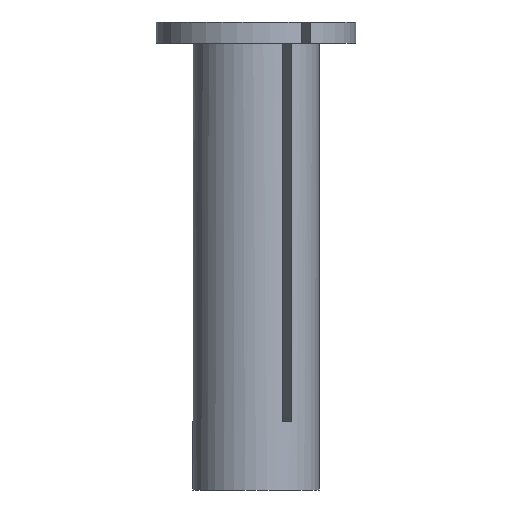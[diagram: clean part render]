
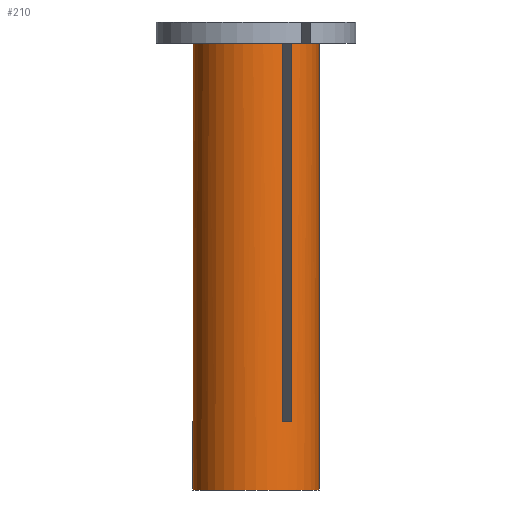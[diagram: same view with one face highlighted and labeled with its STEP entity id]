
A CAD part, front view. The second image highlights one B-rep face of the part: STEP entity #210.
In plain terms, the highlighted cylindrical face has radius 6 mm (diameter 12 mm), a partial arc.
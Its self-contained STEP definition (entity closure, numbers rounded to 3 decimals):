
#24 = CARTESIAN_POINT ( 'NONE',  ( 6., 0., 42.5 ) ) ;
#35 = AXIS2_PLACEMENT_3D ( 'NONE', #865, #779, #49 ) ;
#42 = ORIENTED_EDGE ( 'NONE', *, *, #84, .T. ) ;
#43 = DIRECTION ( 'NONE',  ( -1., 0., 0. ) ) ;
#49 = DIRECTION ( 'NONE',  ( -1., 0., 0. ) ) ;
#66 = DIRECTION ( 'NONE',  ( 0., 0., -1. ) ) ;
#68 = VECTOR ( 'NONE', #257, 1000. ) ;
#79 = DIRECTION ( 'NONE',  ( 0., 0., 1. ) ) ;
#84 = EDGE_CURVE ( 'NONE', #468, #136, #965, .T. ) ;
#101 = CARTESIAN_POINT ( 'NONE',  ( 2.557, -5.428, -14.163 ) ) ;
#107 = DIRECTION ( 'NONE',  ( 0., 0., -1. ) ) ;
#113 = CIRCLE ( 'NONE', #635, 6. ) ;
#133 = CARTESIAN_POINT ( 'NONE',  ( 3.423, -4.928, 42.5 ) ) ;
#134 = AXIS2_PLACEMENT_3D ( 'NONE', #1043, #66, #226 ) ;
#136 = VERTEX_POINT ( 'NONE', #956 ) ;
#178 = DIRECTION ( 'NONE',  ( 0., 0., -1. ) ) ;
#181 = CARTESIAN_POINT ( 'NONE',  ( -5.979, -0.5, -14.163 ) ) ;
#204 = AXIS2_PLACEMENT_3D ( 'NONE', #897, #178, #902 ) ;
#210 = ADVANCED_FACE ( 'NONE', ( #376 ), #718, .T. ) ;
#211 = CARTESIAN_POINT ( 'NONE',  ( 2.557, -5.428, 42.5 ) ) ;
#218 = ORIENTED_EDGE ( 'NONE', *, *, #645, .T. ) ;
#226 = DIRECTION ( 'NONE',  ( -1., 0., 0. ) ) ;
#248 = DIRECTION ( 'NONE',  ( 0., 0., -1. ) ) ;
#257 = DIRECTION ( 'NONE',  ( 0., 0., -1. ) ) ;
#258 = CARTESIAN_POINT ( 'NONE',  ( -6., 0., 6.5 ) ) ;
#261 = CARTESIAN_POINT ( 'NONE',  ( -6., 0., -14.163 ) ) ;
#263 = EDGE_CURVE ( 'NONE', #468, #814, #539, .T. ) ;
#275 = VERTEX_POINT ( 'NONE', #258 ) ;
#296 = VECTOR ( 'NONE', #863, 1000. ) ;
#329 = LINE ( 'NONE', #261, #68 ) ;
#336 = CARTESIAN_POINT ( 'NONE',  ( 0., 0., -14.163 ) ) ;
#342 = VERTEX_POINT ( 'NONE', #24 ) ;
#371 = LINE ( 'NONE', #789, #296 ) ;
#376 = FACE_OUTER_BOUND ( 'NONE', #732, .T. ) ;
#378 = ORIENTED_EDGE ( 'NONE', *, *, #810, .F. ) ;
#385 = LINE ( 'NONE', #181, #950 ) ;
#391 = CIRCLE ( 'NONE', #890, 6. ) ;
#407 = VERTEX_POINT ( 'NONE', #836 ) ;
#410 = VERTEX_POINT ( 'NONE', #506 ) ;
#468 = VERTEX_POINT ( 'NONE', #211 ) ;
#471 = EDGE_CURVE ( 'NONE', #407, #986, #813, .T. ) ;
#483 = DIRECTION ( 'NONE',  ( -1., 0., 0. ) ) ;
#486 = DIRECTION ( 'NONE',  ( 0., 0., 1. ) ) ;
#500 = ORIENTED_EDGE ( 'NONE', *, *, #680, .F. ) ;
#506 = CARTESIAN_POINT ( 'NONE',  ( -5.979, -0.5, 6.5 ) ) ;
#517 = DIRECTION ( 'NONE',  ( 0., 0., 1. ) ) ;
#524 = ORIENTED_EDGE ( 'NONE', *, *, #704, .T. ) ;
#530 = CARTESIAN_POINT ( 'NONE',  ( -6., 0., 0. ) ) ;
#539 = LINE ( 'NONE', #101, #728 ) ;
#599 = DIRECTION ( 'NONE',  ( 0., 0., -1. ) ) ;
#613 = LINE ( 'NONE', #1009, #675 ) ;
#635 = AXIS2_PLACEMENT_3D ( 'NONE', #727, #79, #483 ) ;
#645 = EDGE_CURVE ( 'NONE', #275, #986, #329, .T. ) ;
#651 = ORIENTED_EDGE ( 'NONE', *, *, #799, .F. ) ;
#675 = VECTOR ( 'NONE', #599, 1000. ) ;
#680 = EDGE_CURVE ( 'NONE', #410, #136, #385, .T. ) ;
#695 = ORIENTED_EDGE ( 'NONE', *, *, #471, .F. ) ;
#701 = CIRCLE ( 'NONE', #204, 6. ) ;
#704 = EDGE_CURVE ( 'NONE', #342, #926, #701, .T. ) ;
#718 = CYLINDRICAL_SURFACE ( 'NONE', #968, 6. ) ;
#727 = CARTESIAN_POINT ( 'NONE',  ( 0., 0., 6.5 ) ) ;
#728 = VECTOR ( 'NONE', #107, 1000. ) ;
#732 = EDGE_LOOP ( 'NONE', ( #651, #524, #929, #378, #1045, #42, #500, #872, #218, #695 ) ) ;
#779 = DIRECTION ( 'NONE',  ( 0., 0., -1. ) ) ;
#789 = CARTESIAN_POINT ( 'NONE',  ( 3.423, -4.928, -14.163 ) ) ;
#799 = EDGE_CURVE ( 'NONE', #342, #407, #613, .T. ) ;
#810 = EDGE_CURVE ( 'NONE', #814, #881, #391, .T. ) ;
#813 = CIRCLE ( 'NONE', #35, 6. ) ;
#814 = VERTEX_POINT ( 'NONE', #841 ) ;
#827 = DIRECTION ( 'NONE',  ( -1., 0., 0. ) ) ;
#836 = CARTESIAN_POINT ( 'NONE',  ( 6., 0., 0. ) ) ;
#841 = CARTESIAN_POINT ( 'NONE',  ( 2.557, -5.428, 6.5 ) ) ;
#863 = DIRECTION ( 'NONE',  ( 0., 0., 1. ) ) ;
#865 = CARTESIAN_POINT ( 'NONE',  ( 0., 0., 0. ) ) ;
#870 = EDGE_CURVE ( 'NONE', #881, #926, #371, .T. ) ;
#872 = ORIENTED_EDGE ( 'NONE', *, *, #1026, .F. ) ;
#881 = VERTEX_POINT ( 'NONE', #923 ) ;
#890 = AXIS2_PLACEMENT_3D ( 'NONE', #1013, #517, #43 ) ;
#897 = CARTESIAN_POINT ( 'NONE',  ( 0., 0., 42.5 ) ) ;
#902 = DIRECTION ( 'NONE',  ( -1., 0., 0. ) ) ;
#923 = CARTESIAN_POINT ( 'NONE',  ( 3.423, -4.928, 6.5 ) ) ;
#926 = VERTEX_POINT ( 'NONE', #133 ) ;
#929 = ORIENTED_EDGE ( 'NONE', *, *, #870, .F. ) ;
#950 = VECTOR ( 'NONE', #486, 1000. ) ;
#956 = CARTESIAN_POINT ( 'NONE',  ( -5.979, -0.5, 42.5 ) ) ;
#965 = CIRCLE ( 'NONE', #134, 6. ) ;
#968 = AXIS2_PLACEMENT_3D ( 'NONE', #336, #248, #827 ) ;
#986 = VERTEX_POINT ( 'NONE', #530 ) ;
#1009 = CARTESIAN_POINT ( 'NONE',  ( 6., 0., -14.163 ) ) ;
#1013 = CARTESIAN_POINT ( 'NONE',  ( 0., 0., 6.5 ) ) ;
#1026 = EDGE_CURVE ( 'NONE', #275, #410, #113, .T. ) ;
#1043 = CARTESIAN_POINT ( 'NONE',  ( 0., 0., 42.5 ) ) ;
#1045 = ORIENTED_EDGE ( 'NONE', *, *, #263, .F. ) ;
